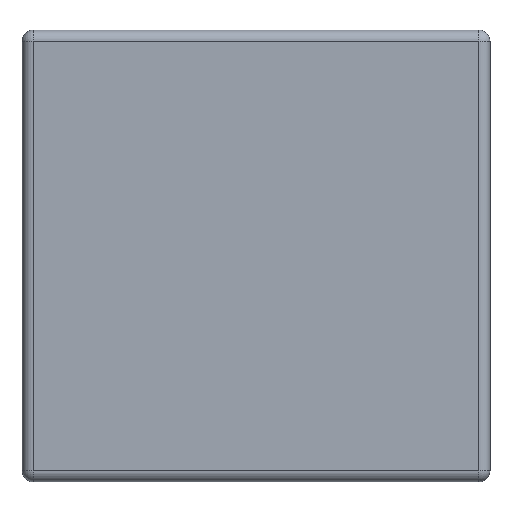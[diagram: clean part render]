
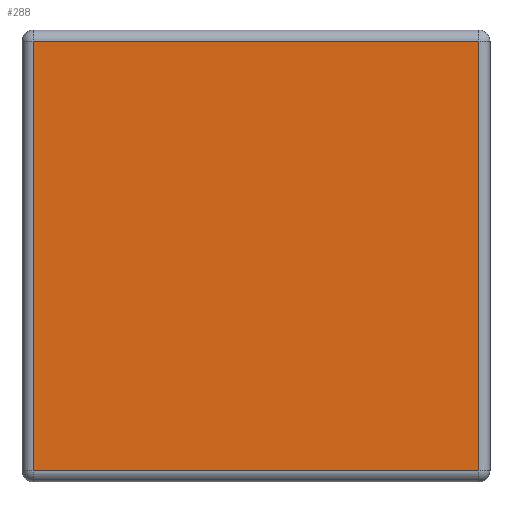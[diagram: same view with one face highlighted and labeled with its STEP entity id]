
A CAD part, left-side view. The second image highlights one B-rep face of the part: STEP entity #288.
In plain terms, the highlighted planar face has unit normal (-1, 0, 0).
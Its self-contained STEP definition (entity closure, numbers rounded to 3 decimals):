
#16 = FACE_OUTER_BOUND ( 'NONE', #1132, .T. ) ;
#158 = LINE ( 'NONE', #458, #878 ) ;
#168 = ORIENTED_EDGE ( 'NONE', *, *, #997, .T. ) ;
#190 = DIRECTION ( 'NONE',  ( 1., 0., 0. ) ) ;
#286 = EDGE_CURVE ( 'NONE', #1130, #351, #710, .T. ) ;
#288 = ADVANCED_FACE ( 'NONE', ( #16 ), #1062, .F. ) ;
#303 = VECTOR ( 'NONE', #625, 1000. ) ;
#351 = VERTEX_POINT ( 'NONE', #581 ) ;
#375 = ORIENTED_EDGE ( 'NONE', *, *, #1100, .T. ) ;
#427 = VECTOR ( 'NONE', #627, 1000. ) ;
#432 = CARTESIAN_POINT ( 'NONE',  ( -0.7, 1.415, -0.7 ) ) ;
#458 = CARTESIAN_POINT ( 'NONE',  ( -0.7, 0.035, -0.7 ) ) ;
#565 = LINE ( 'NONE', #432, #303 ) ;
#581 = CARTESIAN_POINT ( 'NONE',  ( -0.7, 1.415, 0.665 ) ) ;
#588 = CARTESIAN_POINT ( 'NONE',  ( -0.7, 0.035, 0.665 ) ) ;
#625 = DIRECTION ( 'NONE',  ( 0., 0., -1. ) ) ;
#627 = DIRECTION ( 'NONE',  ( 0., -1., 0. ) ) ;
#710 = LINE ( 'NONE', #1068, #845 ) ;
#716 = CARTESIAN_POINT ( 'NONE',  ( -0.7, 0.035, -0.665 ) ) ;
#738 = ORIENTED_EDGE ( 'NONE', *, *, #286, .T. ) ;
#761 = DIRECTION ( 'NONE',  ( 0., 0., 1. ) ) ;
#845 = VECTOR ( 'NONE', #978, 1000. ) ;
#878 = VECTOR ( 'NONE', #761, 1000. ) ;
#881 = DIRECTION ( 'NONE',  ( 0., 0., -1. ) ) ;
#953 = VERTEX_POINT ( 'NONE', #976 ) ;
#976 = CARTESIAN_POINT ( 'NONE',  ( -0.7, 1.415, -0.665 ) ) ;
#978 = DIRECTION ( 'NONE',  ( 0., 1., 0. ) ) ;
#986 = VERTEX_POINT ( 'NONE', #716 ) ;
#997 = EDGE_CURVE ( 'NONE', #953, #986, #1083, .T. ) ;
#999 = AXIS2_PLACEMENT_3D ( 'NONE', #1168, #190, #881 ) ;
#1001 = EDGE_CURVE ( 'NONE', #351, #953, #565, .T. ) ;
#1002 = CARTESIAN_POINT ( 'NONE',  ( -0.7, 1.45, -0.665 ) ) ;
#1007 = ORIENTED_EDGE ( 'NONE', *, *, #1001, .T. ) ;
#1062 = PLANE ( 'NONE',  #999 ) ;
#1068 = CARTESIAN_POINT ( 'NONE',  ( -0.7, 1.45, 0.665 ) ) ;
#1083 = LINE ( 'NONE', #1002, #427 ) ;
#1100 = EDGE_CURVE ( 'NONE', #986, #1130, #158, .T. ) ;
#1130 = VERTEX_POINT ( 'NONE', #588 ) ;
#1132 = EDGE_LOOP ( 'NONE', ( #1007, #168, #375, #738 ) ) ;
#1168 = CARTESIAN_POINT ( 'NONE',  ( -0.7, 1.45, -0.7 ) ) ;
